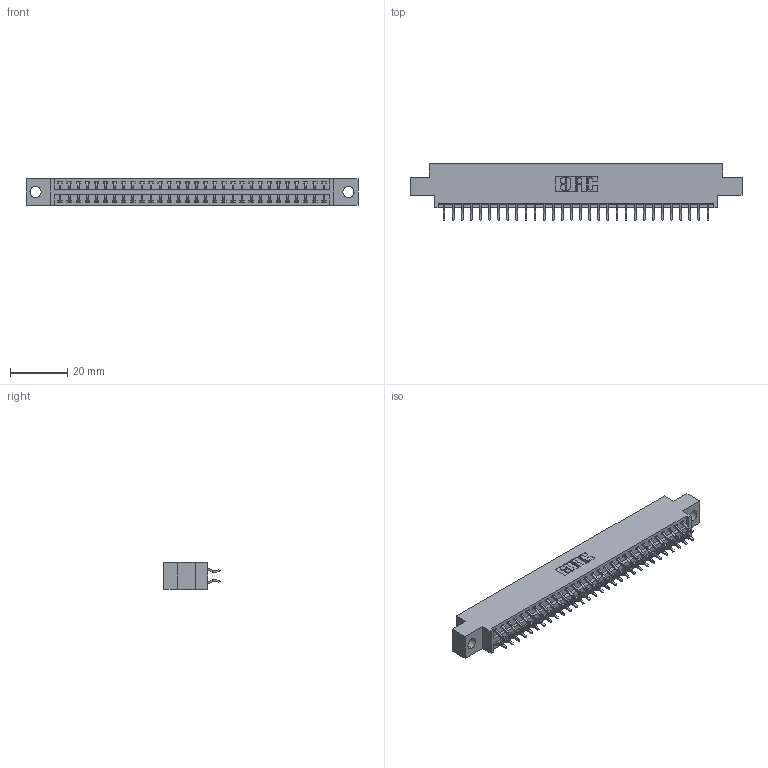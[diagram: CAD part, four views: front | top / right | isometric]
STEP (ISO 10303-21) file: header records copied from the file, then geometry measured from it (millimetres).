
FILE_DESCRIPTION (( 'STEP AP203' ), '1' );
FILE_NAME ('346-060-556-804.STEP', '2018-08-28T06:12:16', ( '' ), ( '' ), 'SwSTEP 2.0', 'SolidWorks 2016', '' );
FILE_SCHEMA (( 'CONFIG_CONTROL_DESIGN' ));
Length unit declared in the file: inch
Products named in the file (3): 346 Part_0.170 Offset - 0.156 Dia-TH; 345-292-001_556 Tail; 346-060-556-804
Assembly tree (61 placements, depth 2):
  346-060-556-804
    346 Part_0.170 Offset - 0.156 Dia-TH
    345-292-001_556 Tail  x60
Bounding box: 115.82 x 19.57 x 9.4 mm (x, y, z)
Volume: 10956.2 mm3; surface area: 14808.7 mm2
Topology: 61 solids, 61 shells, 3606 faces, 10721 edges, 7066 vertices
Faces by surface type: plane 2420, cylinder 1186
Entity records: 21549 total; most frequent: CARTESIAN_POINT 3584, ORIENTED_EDGE 3506, DIRECTION 3197, EDGE_CURVE 1753, VECTOR 1493, LINE 1493, VERTEX_POINT 1166, AXIS2_PLACEMENT_3D 852
